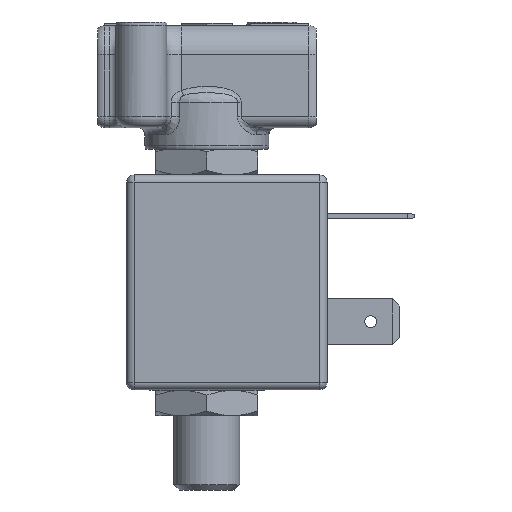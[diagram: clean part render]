
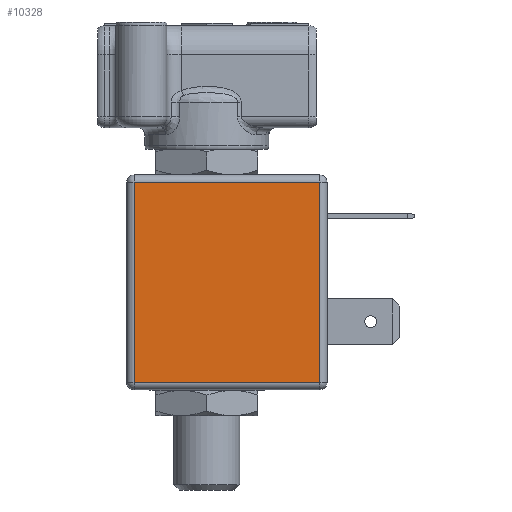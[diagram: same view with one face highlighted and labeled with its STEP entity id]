
A CAD part, left-side view. The second image highlights one B-rep face of the part: STEP entity #10328.
In plain terms, the highlighted face is planar.
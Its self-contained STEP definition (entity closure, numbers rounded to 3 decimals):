
#8653=DIRECTION('',(0.,0.,-1.));
#8654=VECTOR('',#8653,27.5);
#8655=CARTESIAN_POINT('',(15.5,11.,26.));
#8656=LINE('',#8655,#8654);
#8660=DIRECTION('',(1.,0.,0.));
#8661=VECTOR('',#8660,25.5);
#8662=CARTESIAN_POINT('',(-10.,11.,26.));
#8663=LINE('',#8662,#8661);
#8667=DIRECTION('',(0.,0.,1.));
#8668=VECTOR('',#8667,27.5);
#8669=CARTESIAN_POINT('',(-10.,11.,-1.5));
#8670=LINE('',#8669,#8668);
#8674=DIRECTION('',(-1.,0.,0.));
#8675=VECTOR('',#8674,25.5);
#8676=CARTESIAN_POINT('',(15.5,11.,-1.5));
#8677=LINE('',#8676,#8675);
#9905=CARTESIAN_POINT('',(15.5,11.,-1.5));
#9907=VERTEX_POINT('',#9905);
#9927=CARTESIAN_POINT('',(15.5,11.,26.));
#9928=VERTEX_POINT('',#9927);
#9929=CARTESIAN_POINT('',(-10.,11.,26.));
#9931=VERTEX_POINT('',#9929);
#9951=CARTESIAN_POINT('',(-10.,11.,-1.5));
#9952=VERTEX_POINT('',#9951);
#10315=CARTESIAN_POINT('',(0.,11.,27.));
#10316=DIRECTION('',(0.,1.,0.));
#10317=DIRECTION('',(-1.,0.,0.));
#10318=AXIS2_PLACEMENT_3D('',#10315,#10316,#10317);
#10319=PLANE('',#10318);
#10320=ORIENTED_EDGE('',*,*,#10305,.F.);
#10322=ORIENTED_EDGE('',*,*,#10321,.F.);
#10324=ORIENTED_EDGE('',*,*,#10323,.F.);
#10325=ORIENTED_EDGE('',*,*,#10281,.F.);
#10326=EDGE_LOOP('',(#10320,#10322,#10324,#10325));
#10327=FACE_OUTER_BOUND('',#10326,.F.);
#10328=ADVANCED_FACE('',(#10327),#10319,.T.);
#10281=EDGE_CURVE('',#9907,#9952,#8677,.T.);
#10305=EDGE_CURVE('',#9928,#9907,#8656,.T.);
#10321=EDGE_CURVE('',#9931,#9928,#8663,.T.);
#10323=EDGE_CURVE('',#9952,#9931,#8670,.T.);
